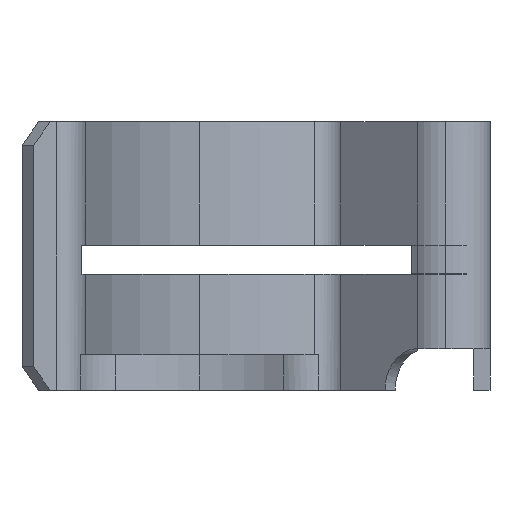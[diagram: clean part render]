
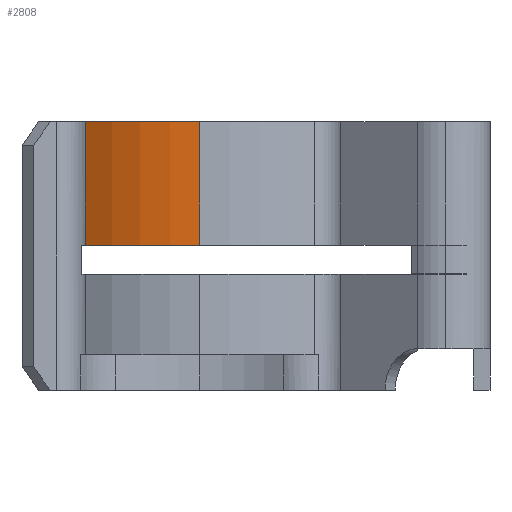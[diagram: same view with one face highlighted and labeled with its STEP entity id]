
A CAD part, left-side view. The second image highlights one B-rep face of the part: STEP entity #2808.
In plain terms, the highlighted cylindrical face has radius 14.249 mm (diameter 28.499 mm), a partial arc.
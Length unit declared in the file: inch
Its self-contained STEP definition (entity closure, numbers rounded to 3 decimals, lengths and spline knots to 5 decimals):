
#15 = CARTESIAN_POINT ( 'NONE',  ( -0.35171, 1.07017, 0.02 ) ) ;
#58 = DIRECTION ( 'NONE',  ( 0., 0., -1. ) ) ;
#152 = CARTESIAN_POINT ( 'NONE',  ( -0.35171, 1.07017, 0.02 ) ) ;
#221 = EDGE_CURVE ( 'NONE', #2971, #2943, #3806, .T. ) ;
#254 = CARTESIAN_POINT ( 'NONE',  ( -0.44861, 0.755, -0.32 ) ) ;
#272 = DIRECTION ( 'NONE',  ( 1., 0., 0. ) ) ;
#315 = DIRECTION ( 'NONE',  ( 0., 0., 1. ) ) ;
#331 = CARTESIAN_POINT ( 'NONE',  ( 0.11239, 0.755, 0.02 ) ) ;
#635 = CARTESIAN_POINT ( 'NONE',  ( -0.35171, 1.07017, -0.32 ) ) ;
#772 = CIRCLE ( 'NONE', #2383, 0.561 ) ;
#877 = ORIENTED_EDGE ( 'NONE', *, *, #4622, .F. ) ;
#907 = AXIS2_PLACEMENT_3D ( 'NONE', #331, #315, #272 ) ;
#1100 = VECTOR ( 'NONE', #1695, 39.37008 ) ;
#1360 = EDGE_CURVE ( 'NONE', #2943, #1782, #772, .T. ) ;
#1695 = DIRECTION ( 'NONE',  ( 0., 0., -1. ) ) ;
#1699 = CARTESIAN_POINT ( 'NONE',  ( -0.44861, 0.755, 0.02 ) ) ;
#1782 = VERTEX_POINT ( 'NONE', #254 ) ;
#2063 = ORIENTED_EDGE ( 'NONE', *, *, #221, .T. ) ;
#2124 = DIRECTION ( 'NONE',  ( 0., 0., -1. ) ) ;
#2126 = VECTOR ( 'NONE', #58, 39.37008 ) ;
#2154 = CARTESIAN_POINT ( 'NONE',  ( 0.11239, 0.755, 0.02 ) ) ;
#2170 = DIRECTION ( 'NONE',  ( -1., 0., 0. ) ) ;
#2172 = CYLINDRICAL_SURFACE ( 'NONE', #3254, 0.561 ) ;
#2268 = ORIENTED_EDGE ( 'NONE', *, *, #2840, .F. ) ;
#2383 = AXIS2_PLACEMENT_3D ( 'NONE', #3860, #3841, #4586 ) ;
#2808 = ADVANCED_FACE ( 'NONE', ( #4063 ), #2172, .T. ) ;
#2840 = EDGE_CURVE ( 'NONE', #3736, #1782, #3006, .T. ) ;
#2943 = VERTEX_POINT ( 'NONE', #635 ) ;
#2971 = VERTEX_POINT ( 'NONE', #152 ) ;
#3006 = LINE ( 'NONE', #1699, #1100 ) ;
#3029 = EDGE_LOOP ( 'NONE', ( #2268, #877, #2063, #3782 ) ) ;
#3102 = CIRCLE ( 'NONE', #907, 0.561 ) ;
#3254 = AXIS2_PLACEMENT_3D ( 'NONE', #2154, #2124, #2170 ) ;
#3398 = CARTESIAN_POINT ( 'NONE',  ( -0.44861, 0.755, 0.02 ) ) ;
#3736 = VERTEX_POINT ( 'NONE', #3398 ) ;
#3782 = ORIENTED_EDGE ( 'NONE', *, *, #1360, .T. ) ;
#3806 = LINE ( 'NONE', #15, #2126 ) ;
#3841 = DIRECTION ( 'NONE',  ( 0., 0., 1. ) ) ;
#3860 = CARTESIAN_POINT ( 'NONE',  ( 0.11239, 0.755, -0.32 ) ) ;
#4063 = FACE_OUTER_BOUND ( 'NONE', #3029, .T. ) ;
#4586 = DIRECTION ( 'NONE',  ( 0., -1., 0. ) ) ;
#4622 = EDGE_CURVE ( 'NONE', #2971, #3736, #3102, .T. ) ;
